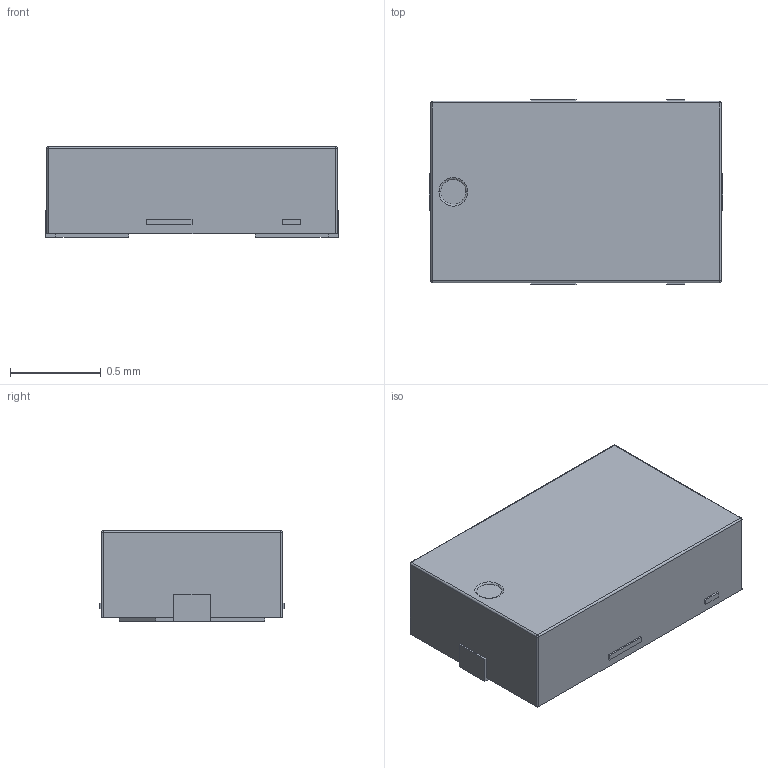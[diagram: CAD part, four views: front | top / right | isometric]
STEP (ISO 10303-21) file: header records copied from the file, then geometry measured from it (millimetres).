
FILE_DESCRIPTION (( 'STEP AP214' ), '1' );
FILE_NAME ('DFN1610-2L.STEP', '2024-12-20T08:18:25', ( '' ), ( '' ), 'SwSTEP 2.0', 'SolidWorks 2021', '' );
FILE_SCHEMA (( 'AUTOMOTIVE_DESIGN' ));
Length unit declared in the file: millimetre
Products named in the file (1): DFN1610-2L
Bounding box: 1.62 x 1.02 x 0.5 mm (x, y, z)
Volume: 0.8 mm3; surface area: 5.8 mm2
Topology: 1 solids, 1 shells, 62 faces, 157 edges, 98 vertices
Faces by surface type: plane 48, cylinder 8, sphere 4, torus 2
Entity records: 2068 total; most frequent: CARTESIAN_POINT 314, ORIENTED_EDGE 306, DIRECTION 301, EDGE_CURVE 153, LINE 131, VECTOR 131, VERTEX_POINT 98, AXIS2_PLACEMENT_3D 85
